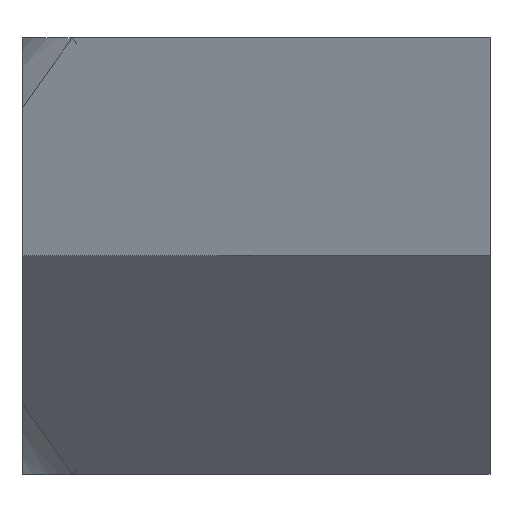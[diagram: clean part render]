
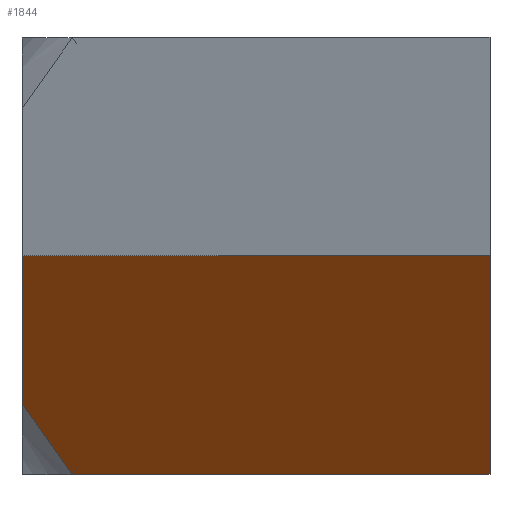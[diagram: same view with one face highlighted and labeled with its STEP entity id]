
A CAD part, top view. The second image highlights one B-rep face of the part: STEP entity #1844.
In plain terms, the highlighted planar face has unit normal (0.5, 0.707, -0.5).
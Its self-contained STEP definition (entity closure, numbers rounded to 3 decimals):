
#181 = PLANE('',#182);
#182 = AXIS2_PLACEMENT_3D('',#183,#184,#185);
#183 = CARTESIAN_POINT('',(1002.,-200.,6000.));
#184 = DIRECTION('',(1.,0.,0.));
#185 = DIRECTION('',(-0.,1.,0.));
#702 = PLANE('',#703);
#703 = AXIS2_PLACEMENT_3D('',#704,#705,#706);
#704 = CARTESIAN_POINT('',(1109.111,200.,6000.));
#705 = DIRECTION('',(-1.,0.,0.));
#706 = DIRECTION('',(0.,-1.,0.));
#776 = PLANE('',#777);
#777 = AXIS2_PLACEMENT_3D('',#778,#779,#780);
#778 = CARTESIAN_POINT('',(1013.484,50.,907.413));
#779 = DIRECTION('',(-0.5,0.707,0.5));
#780 = DIRECTION('',(-0.5,-0.707,0.5));
#946 = VERTEX_POINT('',#947);
#947 = CARTESIAN_POINT('',(1109.111,-50.,
    1003.04));
#960 = PLANE('',#961);
#961 = AXIS2_PLACEMENT_3D('',#962,#963,#964);
#962 = CARTESIAN_POINT('',(1013.484,-50.,907.413));
#963 = DIRECTION('',(0.5,-0.707,-0.5));
#964 = DIRECTION('',(0.5,0.707,-0.5));
#971 = EDGE_CURVE('',#946,#972,#974,.T.);
#972 = VERTEX_POINT('',#973);
#973 = CARTESIAN_POINT('',(1109.111,0.,
    1073.751));
#974 = SURFACE_CURVE('',#975,(#979,#985),.PCURVE_S1.);
#975 = LINE('',#976,#977);
#976 = CARTESIAN_POINT('',(1109.111,1163.589,
    2719.313));
#977 = VECTOR('',#978,1.);
#978 = DIRECTION('',(0.,0.577,0.816));
#979 = PCURVE('',#702,#980);
#980 = DEFINITIONAL_REPRESENTATION('',(#981),#984);
#981 = B_SPLINE_CURVE_WITH_KNOTS('',1,(#982,#983),.UNSPECIFIED.,.F.,.F.,
  (2,2),(-2101.997,-2015.395),
  .PIECEWISE_BEZIER_KNOTS.);
#982 = CARTESIAN_POINT('',(250.,-4996.96));
#983 = CARTESIAN_POINT('',(200.,-4926.249));
#984 = ( GEOMETRIC_REPRESENTATION_CONTEXT(2) 
PARAMETRIC_REPRESENTATION_CONTEXT() REPRESENTATION_CONTEXT('2D SPACE',''
  ) );
#985 = PCURVE('',#986,#991);
#986 = PLANE('',#987);
#987 = AXIS2_PLACEMENT_3D('',#988,#989,#990);
#988 = CARTESIAN_POINT('',(978.129,0.,942.768));
#989 = DIRECTION('',(-0.5,-0.707,0.5));
#990 = DIRECTION('',(0.5,-0.707,-0.5));
#991 = DEFINITIONAL_REPRESENTATION('',(#992),#995);
#992 = B_SPLINE_CURVE_WITH_KNOTS('',1,(#993,#994),.UNSPECIFIED.,.F.,.F.,
  (2,2),(-2101.997,-2015.395),
  .PIECEWISE_BEZIER_KNOTS.);
#993 = CARTESIAN_POINT('',(70.711,135.237));
#994 = CARTESIAN_POINT('',(0.,185.237));
#995 = ( GEOMETRIC_REPRESENTATION_CONTEXT(2) 
PARAMETRIC_REPRESENTATION_CONTEXT() REPRESENTATION_CONTEXT('2D SPACE',''
  ) );
#1343 = VERTEX_POINT('',#1344);
#1344 = CARTESIAN_POINT('',(1002.,0.,
    966.64));
#1363 = EDGE_CURVE('',#1343,#972,#1364,.T.);
#1364 = SURFACE_CURVE('',#1365,(#1369,#1376),.PCURVE_S1.);
#1365 = LINE('',#1366,#1367);
#1366 = CARTESIAN_POINT('',(978.129,0.,
    942.768));
#1367 = VECTOR('',#1368,1.);
#1368 = DIRECTION('',(0.707,0.,0.707)
  );
#1369 = PCURVE('',#776,#1370);
#1370 = DEFINITIONAL_REPRESENTATION('',(#1371),#1375);
#1371 = LINE('',#1372,#1373);
#1372 = CARTESIAN_POINT('',(70.711,0.));
#1373 = VECTOR('',#1374,1.);
#1374 = DIRECTION('',(0.,1.));
#1375 = ( GEOMETRIC_REPRESENTATION_CONTEXT(2) 
PARAMETRIC_REPRESENTATION_CONTEXT() REPRESENTATION_CONTEXT('2D SPACE',''
  ) );
#1376 = PCURVE('',#986,#1377);
#1377 = DEFINITIONAL_REPRESENTATION('',(#1378),#1382);
#1378 = LINE('',#1379,#1380);
#1379 = CARTESIAN_POINT('',(0.,0.));
#1380 = VECTOR('',#1381,1.);
#1381 = DIRECTION('',(0.,1.));
#1382 = ( GEOMETRIC_REPRESENTATION_CONTEXT(2) 
PARAMETRIC_REPRESENTATION_CONTEXT() REPRESENTATION_CONTEXT('2D SPACE',''
  ) );
#1673 = EDGE_CURVE('',#1343,#1674,#1676,.T.);
#1674 = VERTEX_POINT('',#1675);
#1675 = CARTESIAN_POINT('',(1002.,-33.759,918.897));
#1676 = SURFACE_CURVE('',#1677,(#1681,#1687),.PCURVE_S1.);
#1677 = LINE('',#1678,#1679);
#1678 = CARTESIAN_POINT('',(1002.,1147.415,
    2589.329));
#1679 = VECTOR('',#1680,1.);
#1680 = DIRECTION('',(0.,-0.577,-0.816));
#1681 = PCURVE('',#181,#1682);
#1682 = DEFINITIONAL_REPRESENTATION('',(#1683),#1686);
#1683 = B_SPLINE_CURVE_WITH_KNOTS('',1,(#1684,#1685),.UNSPECIFIED.,.F.,
  .F.,(2,2),(1987.38,2045.853),
  .PIECEWISE_BEZIER_KNOTS.);
#1684 = CARTESIAN_POINT('',(200.,-5033.36));
#1685 = CARTESIAN_POINT('',(166.241,-5081.103));
#1686 = ( GEOMETRIC_REPRESENTATION_CONTEXT(2) 
PARAMETRIC_REPRESENTATION_CONTEXT() REPRESENTATION_CONTEXT('2D SPACE',''
  ) );
#1687 = PCURVE('',#986,#1688);
#1688 = DEFINITIONAL_REPRESENTATION('',(#1689),#1692);
#1689 = B_SPLINE_CURVE_WITH_KNOTS('',1,(#1690,#1691),.UNSPECIFIED.,.F.,
  .F.,(2,2),(1987.38,2045.853),
  .PIECEWISE_BEZIER_KNOTS.);
#1690 = CARTESIAN_POINT('',(0.,33.759));
#1691 = CARTESIAN_POINT('',(47.743,0.));
#1692 = ( GEOMETRIC_REPRESENTATION_CONTEXT(2) 
PARAMETRIC_REPRESENTATION_CONTEXT() REPRESENTATION_CONTEXT('2D SPACE',''
  ) );
#1744 = B_SPLINE_SURFACE_WITH_KNOTS('',1,10,(
    (#1745,#1746,#1747,#1748,#1749,#1750,#1751,#1752,#1753,#1754,#1755)
    ,(#1756,#1757,#1758,#1759,#1760,#1761,#1762,#1763,#1764,#1765,#1766
    )),.UNSPECIFIED.,.F.,.F.,.F.,(2,2),(11,11),(0.,70.711),(0.,
    35.236),.PIECEWISE_BEZIER_KNOTS.);
#1745 = CARTESIAN_POINT('',(950.,0.,874.859));
#1746 = CARTESIAN_POINT('',(950.,0.,883.25));
#1747 = CARTESIAN_POINT('',(950.706,0.,891.605));
#1748 = CARTESIAN_POINT('',(952.186,0.,899.885));
#1749 = CARTESIAN_POINT('',(954.491,0.,907.968));
#1750 = CARTESIAN_POINT('',(957.644,0.,915.675));
#1751 = CARTESIAN_POINT('',(961.48,0.,922.624));
#1752 = CARTESIAN_POINT('',(965.635,0.,928.763));
#1753 = CARTESIAN_POINT('',(969.906,0.,934.112));
#1754 = CARTESIAN_POINT('',(974.111,0.,938.751));
#1755 = CARTESIAN_POINT('',(978.129,0.,942.768));
#1756 = CARTESIAN_POINT('',(1000.,-50.,874.859));
#1757 = CARTESIAN_POINT('',(1000.,-50.,879.463));
#1758 = CARTESIAN_POINT('',(1000.387,-50.,
    883.68));
#1759 = CARTESIAN_POINT('',(1001.129,-50.,
    887.541));
#1760 = CARTESIAN_POINT('',(1002.193,-50.,
    891.082));
#1761 = CARTESIAN_POINT('',(1003.545,-50.,
    894.333));
#1762 = CARTESIAN_POINT('',(1005.153,-50.,
    897.329));
#1763 = CARTESIAN_POINT('',(1006.984,-50.,900.102));
#1764 = CARTESIAN_POINT('',(1009.004,-50.,
    902.685));
#1765 = CARTESIAN_POINT('',(1011.182,-50.,905.111));
#1766 = CARTESIAN_POINT('',(1013.484,-50.,907.413));
#1844 = ADVANCED_FACE('',(#1845),#986,.F.);
#1845 = FACE_BOUND('',#1846,.F.);
#1846 = EDGE_LOOP('',(#1847,#1848,#1849,#1870,#1891));
#1847 = ORIENTED_EDGE('',*,*,#1363,.F.);
#1848 = ORIENTED_EDGE('',*,*,#1673,.T.);
#1849 = ORIENTED_EDGE('',*,*,#1850,.T.);
#1850 = EDGE_CURVE('',#1674,#1851,#1853,.T.);
#1851 = VERTEX_POINT('',#1852);
#1852 = CARTESIAN_POINT('',(1013.484,-50.,907.413));
#1853 = SURFACE_CURVE('',#1854,(#1857,#1863),.PCURVE_S1.);
#1854 = B_SPLINE_CURVE_WITH_KNOTS('',1,(#1855,#1856),.UNSPECIFIED.,.F.,
  .F.,(2,2),(0.,70.711),.PIECEWISE_BEZIER_KNOTS.);
#1855 = CARTESIAN_POINT('',(978.129,0.,942.768));
#1856 = CARTESIAN_POINT('',(1013.484,-50.,907.413));
#1857 = PCURVE('',#986,#1858);
#1858 = DEFINITIONAL_REPRESENTATION('',(#1859),#1862);
#1859 = B_SPLINE_CURVE_WITH_KNOTS('',1,(#1860,#1861),.UNSPECIFIED.,.F.,
  .F.,(2,2),(0.,70.711),.PIECEWISE_BEZIER_KNOTS.);
#1860 = CARTESIAN_POINT('',(0.,0.));
#1861 = CARTESIAN_POINT('',(70.711,0.));
#1862 = ( GEOMETRIC_REPRESENTATION_CONTEXT(2) 
PARAMETRIC_REPRESENTATION_CONTEXT() REPRESENTATION_CONTEXT('2D SPACE',''
  ) );
#1863 = PCURVE('',#1744,#1864);
#1864 = DEFINITIONAL_REPRESENTATION('',(#1865),#1869);
#1865 = LINE('',#1866,#1867);
#1866 = CARTESIAN_POINT('',(0.,35.236));
#1867 = VECTOR('',#1868,1.);
#1868 = DIRECTION('',(1.,0.));
#1869 = ( GEOMETRIC_REPRESENTATION_CONTEXT(2) 
PARAMETRIC_REPRESENTATION_CONTEXT() REPRESENTATION_CONTEXT('2D SPACE',''
  ) );
#1870 = ORIENTED_EDGE('',*,*,#1871,.T.);
#1871 = EDGE_CURVE('',#1851,#946,#1872,.T.);
#1872 = SURFACE_CURVE('',#1873,(#1877,#1884),.PCURVE_S1.);
#1873 = LINE('',#1874,#1875);
#1874 = CARTESIAN_POINT('',(1013.484,-50.,907.413));
#1875 = VECTOR('',#1876,1.);
#1876 = DIRECTION('',(0.707,0.,0.707)
  );
#1877 = PCURVE('',#986,#1878);
#1878 = DEFINITIONAL_REPRESENTATION('',(#1879),#1883);
#1879 = LINE('',#1880,#1881);
#1880 = CARTESIAN_POINT('',(70.711,0.));
#1881 = VECTOR('',#1882,1.);
#1882 = DIRECTION('',(0.,1.));
#1883 = ( GEOMETRIC_REPRESENTATION_CONTEXT(2) 
PARAMETRIC_REPRESENTATION_CONTEXT() REPRESENTATION_CONTEXT('2D SPACE',''
  ) );
#1884 = PCURVE('',#960,#1885);
#1885 = DEFINITIONAL_REPRESENTATION('',(#1886),#1890);
#1886 = LINE('',#1887,#1888);
#1887 = CARTESIAN_POINT('',(0.,0.));
#1888 = VECTOR('',#1889,1.);
#1889 = DIRECTION('',(0.,1.));
#1890 = ( GEOMETRIC_REPRESENTATION_CONTEXT(2) 
PARAMETRIC_REPRESENTATION_CONTEXT() REPRESENTATION_CONTEXT('2D SPACE',''
  ) );
#1891 = ORIENTED_EDGE('',*,*,#971,.T.);
